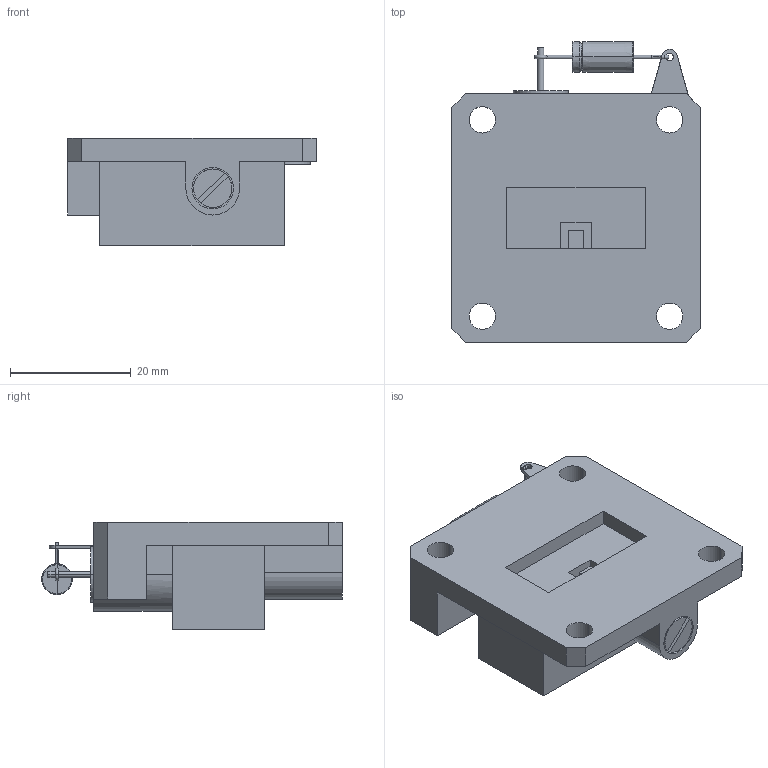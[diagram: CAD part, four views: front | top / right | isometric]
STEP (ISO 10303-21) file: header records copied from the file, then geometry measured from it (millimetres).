
FILE_DESCRIPTION (( 'STEP AP214' ), '1' );
FILE_NAME ('FMWGN1013.step', '2021-06-08T21:10:53', ( '' ), ( '' ), 'SwSTEP 2.0', 'SolidWorks 2020', '' );
FILE_SCHEMA (( 'AUTOMOTIVE_DESIGN' ));
Length unit declared in the file: inch
Products named in the file (1): FMWGN1013
Bounding box: 41.15 x 49.8 x 17.78 mm (x, y, z)
Volume: 15240.6 mm3; surface area: 6715.5 mm2
Topology: 1 solids, 1 shells, 120 faces, 315 edges, 199 vertices
Faces by surface type: plane 49, cylinder 38, torus 20, cone 8, bspline 5
Entity records: 3953 total; most frequent: CARTESIAN_POINT 893, DIRECTION 648, ORIENTED_EDGE 630, EDGE_CURVE 315, AXIS2_PLACEMENT_3D 241, VERTEX_POINT 199, LINE 166, VECTOR 166
